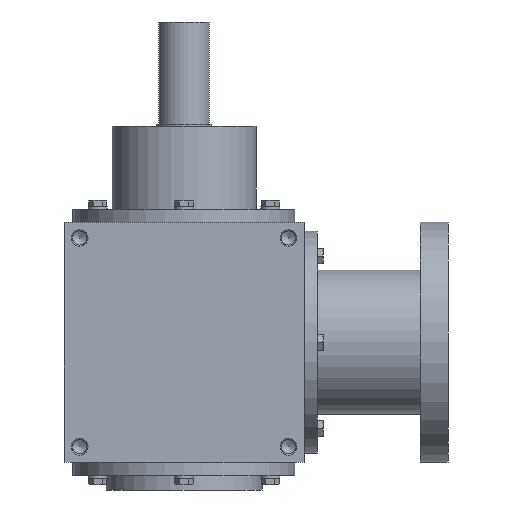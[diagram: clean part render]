
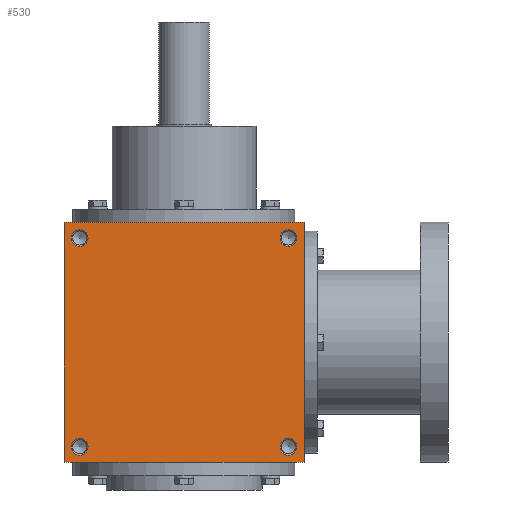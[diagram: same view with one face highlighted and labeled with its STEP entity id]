
A CAD part, front view. The second image highlights one B-rep face of the part: STEP entity #530.
In plain terms, the highlighted planar face has unit normal (0, -1, 0).
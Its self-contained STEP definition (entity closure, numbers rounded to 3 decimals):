
#530 = ADVANCED_FACE( '', ( #1077, #1078, #1079, #1080, #1081 ), #1082, .F. );
#1077 = FACE_BOUND( '', #1810, .T. );
#1078 = FACE_BOUND( '', #1811, .T. );
#1079 = FACE_BOUND( '', #1812, .T. );
#1080 = FACE_BOUND( '', #1813, .T. );
#1081 = FACE_OUTER_BOUND( '', #1814, .T. );
#1082 = PLANE( '', #1815 );
#1810 = EDGE_LOOP( '', ( #2672 ) );
#1811 = EDGE_LOOP( '', ( #2673 ) );
#1812 = EDGE_LOOP( '', ( #2674 ) );
#1813 = EDGE_LOOP( '', ( #2675 ) );
#1814 = EDGE_LOOP( '', ( #2676, #2677, #2678, #2679 ) );
#1815 = AXIS2_PLACEMENT_3D( '', #2680, #2681, #2682 );
#2672 = ORIENTED_EDGE( '', *, *, #3915, .T. );
#2673 = ORIENTED_EDGE( '', *, *, #3916, .T. );
#2674 = ORIENTED_EDGE( '', *, *, #3902, .F. );
#2675 = ORIENTED_EDGE( '', *, *, #3917, .F. );
#2676 = ORIENTED_EDGE( '', *, *, #3918, .T. );
#2677 = ORIENTED_EDGE( '', *, *, #3881, .F. );
#2678 = ORIENTED_EDGE( '', *, *, #3919, .F. );
#2679 = ORIENTED_EDGE( '', *, *, #3920, .T. );
#2680 = CARTESIAN_POINT( '', ( -100., -100., 100. ) );
#2681 = DIRECTION( '', ( 0., 1., 0. ) );
#2682 = DIRECTION( '', ( 0., 0., 1. ) );
#3881 = EDGE_CURVE( '', #4485, #4480, #4487, .T. );
#3902 = EDGE_CURVE( '', #4520, #4520, #4521, .T. );
#3915 = EDGE_CURVE( '', #4539, #4539, #4540, .T. );
#3916 = EDGE_CURVE( '', #4541, #4541, #4542, .T. );
#3917 = EDGE_CURVE( '', #4543, #4543, #4544, .T. );
#3918 = EDGE_CURVE( '', #4545, #4480, #4546, .T. );
#3919 = EDGE_CURVE( '', #4547, #4485, #4548, .T. );
#3920 = EDGE_CURVE( '', #4547, #4545, #4549, .T. );
#4480 = VERTEX_POINT( '', #5254 );
#4485 = VERTEX_POINT( '', #5261 );
#4487 = LINE( '', #5264, #5265 );
#4520 = VERTEX_POINT( '', #5303 );
#4521 = CIRCLE( '', #5304, 7. );
#4539 = VERTEX_POINT( '', #5334 );
#4540 = CIRCLE( '', #5335, 7. );
#4541 = VERTEX_POINT( '', #5336 );
#4542 = CIRCLE( '', #5337, 7. );
#4543 = VERTEX_POINT( '', #5338 );
#4544 = CIRCLE( '', #5339, 7. );
#4545 = VERTEX_POINT( '', #5340 );
#4546 = LINE( '', #5341, #5342 );
#4547 = VERTEX_POINT( '', #5343 );
#4548 = LINE( '', #5344, #5345 );
#4549 = LINE( '', #5346, #5347 );
#5254 = CARTESIAN_POINT( '', ( 100., -100., -100. ) );
#5261 = CARTESIAN_POINT( '', ( 100., -100., 100. ) );
#5264 = CARTESIAN_POINT( '', ( 100., -100., 100. ) );
#5265 = VECTOR( '', #6258, 1000. );
#5303 = CARTESIAN_POINT( '', ( 87., -100., -94. ) );
#5304 = AXIS2_PLACEMENT_3D( '', #6291, #6292, #6293 );
#5334 = CARTESIAN_POINT( '', ( -87., -100., -80. ) );
#5335 = AXIS2_PLACEMENT_3D( '', #6309, #6310, #6311 );
#5336 = CARTESIAN_POINT( '', ( -87., -100., 94. ) );
#5337 = AXIS2_PLACEMENT_3D( '', #6312, #6313, #6314 );
#5338 = CARTESIAN_POINT( '', ( 87., -100., 80. ) );
#5339 = AXIS2_PLACEMENT_3D( '', #6315, #6316, #6317 );
#5340 = CARTESIAN_POINT( '', ( -100., -100., -100. ) );
#5341 = CARTESIAN_POINT( '', ( -100., -100., -100. ) );
#5342 = VECTOR( '', #6318, 1000. );
#5343 = CARTESIAN_POINT( '', ( -100., -100., 100. ) );
#5344 = CARTESIAN_POINT( '', ( -100., -100., 100. ) );
#5345 = VECTOR( '', #6319, 1000. );
#5346 = CARTESIAN_POINT( '', ( -100., -100., 100. ) );
#5347 = VECTOR( '', #6320, 1000. );
#6258 = DIRECTION( '', ( 0., 0., -1. ) );
#6291 = CARTESIAN_POINT( '', ( 87., -100., -87. ) );
#6292 = DIRECTION( '', ( 0., -1., 0. ) );
#6293 = DIRECTION( '', ( 0., 0., -1. ) );
#6309 = CARTESIAN_POINT( '', ( -87., -100., -87. ) );
#6310 = DIRECTION( '', ( 0., 1., 0. ) );
#6311 = DIRECTION( '', ( 0., 0., 1. ) );
#6312 = CARTESIAN_POINT( '', ( -87., -100., 87. ) );
#6313 = DIRECTION( '', ( 0., 1., 0. ) );
#6314 = DIRECTION( '', ( 0., 0., 1. ) );
#6315 = CARTESIAN_POINT( '', ( 87., -100., 87. ) );
#6316 = DIRECTION( '', ( 0., -1., 0. ) );
#6317 = DIRECTION( '', ( 0., 0., -1. ) );
#6318 = DIRECTION( '', ( 1., 0., 0. ) );
#6319 = DIRECTION( '', ( 1., 0., 0. ) );
#6320 = DIRECTION( '', ( 0., 0., -1. ) );
